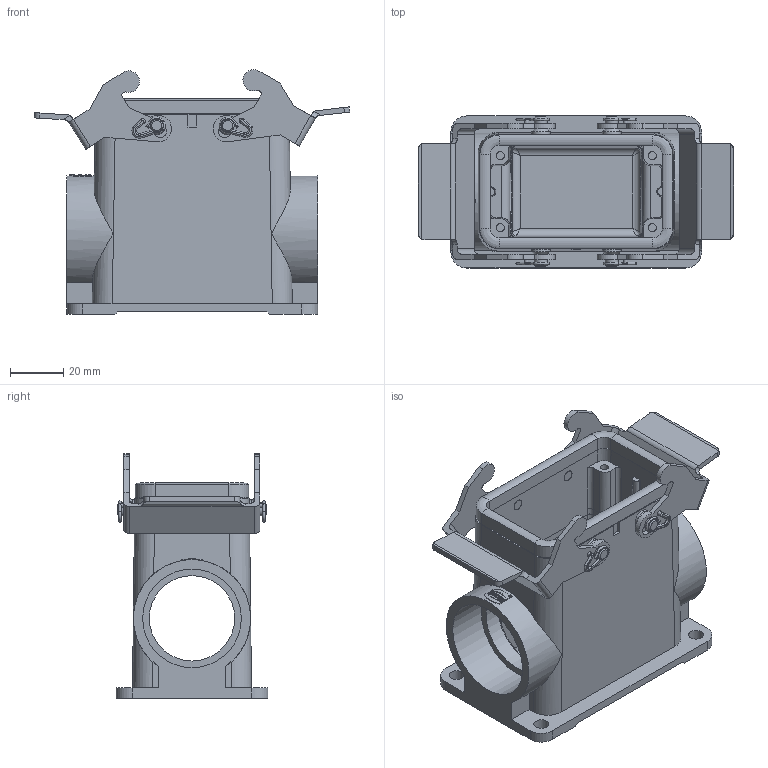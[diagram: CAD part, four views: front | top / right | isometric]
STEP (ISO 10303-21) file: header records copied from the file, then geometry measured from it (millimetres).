
FILE_DESCRIPTION((''),'2;1');
FILE_NAME('04300100273.stp','2020-07-07T14:13:16',('e.eickhoff'),(''),'Autodesk Inventor 2012','Autodesk Inventor 2012','');
FILE_SCHEMA(('AUTOMOTIVE_DESIGN { 1 0 10303 214 1 1 1 1 }'));
Length unit declared in the file: millimetre
Products named in the file (3): 04300100273; Metallbügel QBÜ
Assembly tree (3 placements, depth 2):
  04300100273
    04300100273
    Metallbügel QBÜ  x2
Bounding box: 118.29 x 57 x 91.76 mm (x, y, z)
Volume: 116856.2 mm3; surface area: 57842.3 mm2
Topology: 7 solids, 7 shells, 489 faces, 1311 edges, 863 vertices
Faces by surface type: plane 252, cylinder 185, cone 22, torus 20, bspline 10
Full cylindrical faces by diameter (mm): 1.7 x4, 2 x4, 3 x4, 4 x4, 4.8 x4, 5.6 x4, 7 x4, 32 x2, 37 x2
Entity records: 13656 total; most frequent: CARTESIAN_POINT 3634, DIRECTION 2057, ORIENTED_EDGE 1976, EDGE_CURVE 988, AXIS2_PLACEMENT_3D 761, VERTEX_POINT 668, VECTOR 535, LINE 535
